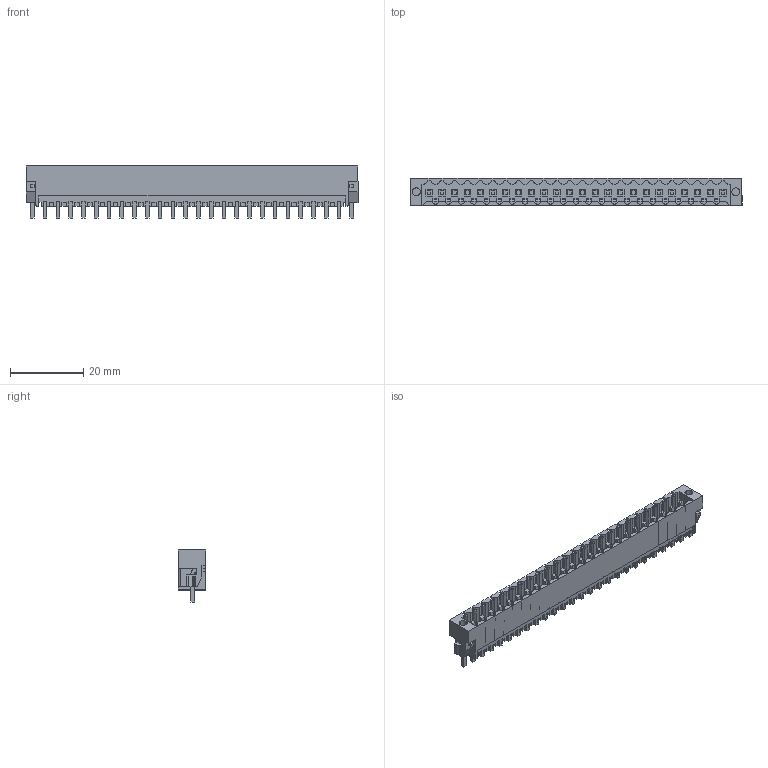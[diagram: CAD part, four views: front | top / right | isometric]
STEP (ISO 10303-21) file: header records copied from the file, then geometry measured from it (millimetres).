
FILE_DESCRIPTION(('CATIA V5 STEP Exchange','CAx-IF Rec.Pracs.--- Model Styling and Organization---1.2---2011-12-15'),'2;1');
FILE_NAME ('D1457291_0_1842760000_1842760000.stp','2018-03-20T11:44:13+00:00',('none'),('Weidmueller'),'CATIA Version 5-6 Release 2014','CATIA V5 STEP AP214','none');
FILE_SCHEMA(('AUTOMOTIVE_DESIGN { 1 0 10303 214 1 1 1 1 }'));
Products named in the file (1): 1842760000
Bounding box: 90.95 x 7.45 x 14.25 mm (x, y, z)
Volume: 3017.3 mm3; surface area: 8234.8 mm2
Topology: 27 solids, 27 shells, 1871 faces, 5531 edges, 3763 vertices
Faces by surface type: plane 1691, cylinder 180
Entity records: 58843 total; most frequent: ORIENTED_EDGE 11062, CARTESIAN_POINT 10864, DIRECTION 7228, EDGE_CURVE 5531, VECTOR 5075, LINE 5075, VERTEX_POINT 3763, EDGE_LOOP 1972
